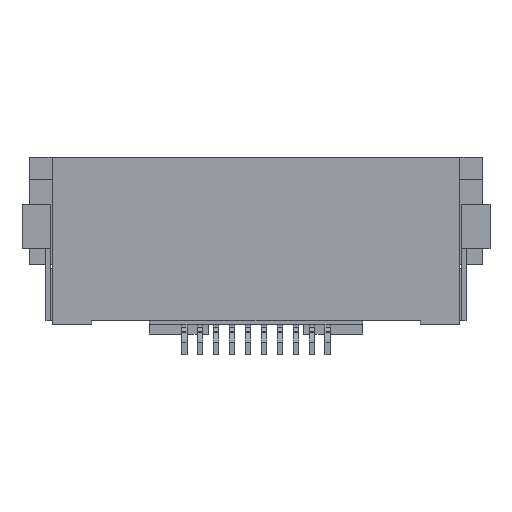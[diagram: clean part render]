
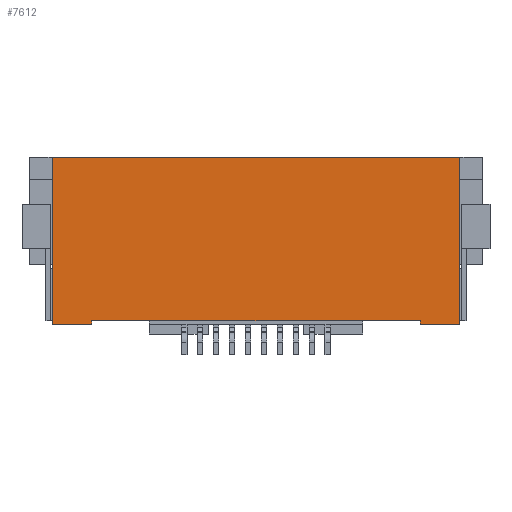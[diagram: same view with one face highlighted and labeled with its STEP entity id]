
A CAD part, front view. The second image highlights one B-rep face of the part: STEP entity #7612.
In plain terms, the highlighted planar face has unit normal (0, -1, 0).
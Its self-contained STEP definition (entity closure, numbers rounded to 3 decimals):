
#397=DIRECTION('',(1.,0.,0.));
#398=VECTOR('',#397,12.79);
#399=CARTESIAN_POINT('',(-6.395,-1.83,2.625));
#400=LINE('',#399,#398);
#441=DIRECTION('',(0.,0.,1.));
#442=VECTOR('',#441,0.12);
#443=CARTESIAN_POINT('',(-5.15,-1.83,-2.625));
#444=LINE('',#443,#442);
#445=DIRECTION('',(0.,0.,1.));
#446=VECTOR('',#445,5.25);
#447=CARTESIAN_POINT('',(-6.395,-1.83,-2.625));
#448=LINE('',#447,#446);
#449=DIRECTION('',(0.,0.,1.));
#450=VECTOR('',#449,0.12);
#451=CARTESIAN_POINT('',(5.15,-1.83,-2.625));
#452=LINE('',#451,#450);
#453=DIRECTION('',(1.,0.,0.));
#454=VECTOR('',#453,10.3);
#455=CARTESIAN_POINT('',(-5.15,-1.83,-2.505));
#456=LINE('',#455,#454);
#805=DIRECTION('',(1.,0.,0.));
#806=VECTOR('',#805,1.245);
#807=CARTESIAN_POINT('',(-6.395,-1.83,-2.625));
#808=LINE('',#807,#806);
#809=DIRECTION('',(1.,0.,0.));
#810=VECTOR('',#809,1.245);
#811=CARTESIAN_POINT('',(5.15,-1.83,-2.625));
#812=LINE('',#811,#810);
#857=DIRECTION('',(0.,0.,1.));
#858=VECTOR('',#857,5.25);
#859=CARTESIAN_POINT('',(6.395,-1.83,-2.625));
#860=LINE('',#859,#858);
#5453=CARTESIAN_POINT('',(-6.395,-1.83,2.625));
#5454=CARTESIAN_POINT('',(6.395,-1.83,2.625));
#5455=VERTEX_POINT('',#5453);
#5456=VERTEX_POINT('',#5454);
#5469=CARTESIAN_POINT('',(-6.395,-1.83,-2.625));
#5470=VERTEX_POINT('',#5469);
#5471=CARTESIAN_POINT('',(6.395,-1.83,-2.625));
#5472=VERTEX_POINT('',#5471);
#5657=CARTESIAN_POINT('',(-5.15,-1.83,-2.625));
#5658=CARTESIAN_POINT('',(-5.15,-1.83,-2.505));
#5659=VERTEX_POINT('',#5657);
#5660=VERTEX_POINT('',#5658);
#5661=CARTESIAN_POINT('',(5.15,-1.83,-2.625));
#5662=CARTESIAN_POINT('',(5.15,-1.83,-2.505));
#5663=VERTEX_POINT('',#5661);
#5664=VERTEX_POINT('',#5662);
#7591=CARTESIAN_POINT('',(-6.395,-1.83,-2.625));
#7592=DIRECTION('',(0.,-1.,0.));
#7593=DIRECTION('',(1.,0.,0.));
#7594=AXIS2_PLACEMENT_3D('',#7591,#7592,#7593);
#7595=PLANE('',#7594);
#7597=ORIENTED_EDGE('',*,*,#7596,.F.);
#7599=ORIENTED_EDGE('',*,*,#7598,.F.);
#7600=ORIENTED_EDGE('',*,*,#7578,.T.);
#7601=ORIENTED_EDGE('',*,*,#7540,.T.);
#7603=ORIENTED_EDGE('',*,*,#7602,.F.);
#7605=ORIENTED_EDGE('',*,*,#7604,.F.);
#7607=ORIENTED_EDGE('',*,*,#7606,.T.);
#7609=ORIENTED_EDGE('',*,*,#7608,.F.);
#7610=EDGE_LOOP('',(#7597,#7599,#7600,#7601,#7603,#7605,#7607,#7609));
#7611=FACE_OUTER_BOUND('',#7610,.F.);
#7612=ADVANCED_FACE('',(#7611),#7595,.T.);
#7540=EDGE_CURVE('',#5455,#5456,#400,.T.);
#7578=EDGE_CURVE('',#5470,#5455,#448,.T.);
#7596=EDGE_CURVE('',#5659,#5660,#444,.T.);
#7598=EDGE_CURVE('',#5470,#5659,#808,.T.);
#7602=EDGE_CURVE('',#5472,#5456,#860,.T.);
#7604=EDGE_CURVE('',#5663,#5472,#812,.T.);
#7606=EDGE_CURVE('',#5663,#5664,#452,.T.);
#7608=EDGE_CURVE('',#5660,#5664,#456,.T.);
